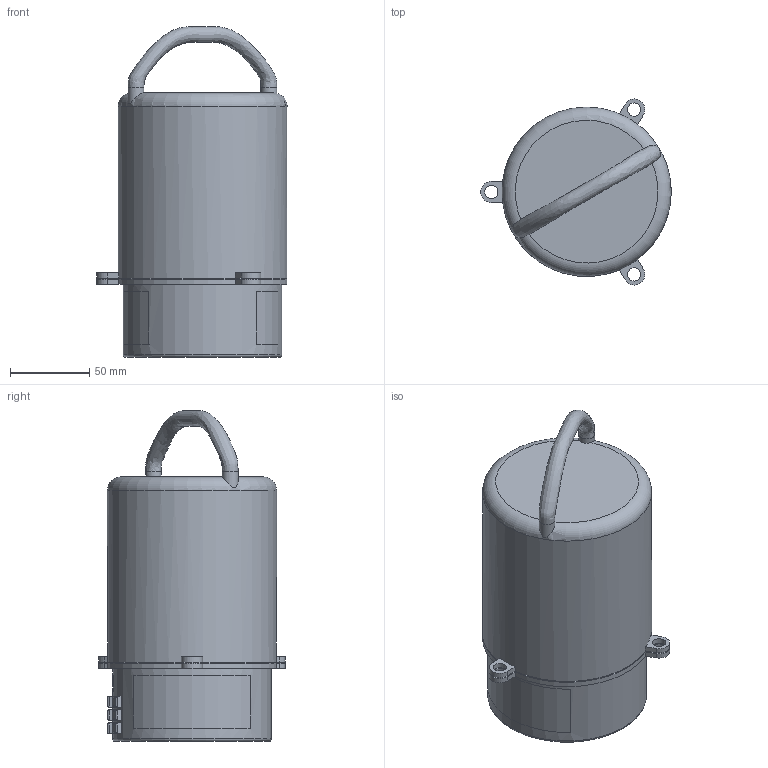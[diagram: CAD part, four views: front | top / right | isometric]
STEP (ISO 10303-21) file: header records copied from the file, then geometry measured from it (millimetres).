
FILE_DESCRIPTION(/* description */ (''),/* implementation_level */ '2;1');
FILE_NAME(/* name */ 'UV Lamps v10.step',/* time_stamp */ '2020-06-25T19:34:55+01:00',/* author */ (''),/* organization */ (''),/* preprocessor_version */ 'ST-DEVELOPER v18.1',/* originating_system */ 'Autodesk Translation Framework v9.2.0.1227',/* authorisation */ '');
FILE_SCHEMA (('AUTOMOTIVE_DESIGN { 1 0 10303 214 3 1 1 }'));
Length unit declared in the file: millimetre
Products named in the file (6): UV Lamps; Base; Component8; Glass; Tubes; Case
Assembly tree (5 placements, depth 3):
  UV Lamps
    Base
      Component8
    Glass
    Tubes
    Case
Bounding box: 120 x 117.26 x 208.53 mm (x, y, z)
Volume: 662402.7 mm3; surface area: 263349.4 mm2
Topology: 18 solids, 19 shells, 188 faces, 457 edges, 306 vertices
Faces by surface type: plane 93, cylinder 68, torus 24, bspline 3
Full cylindrical faces by diameter (mm): 8.333 x6, 10 x2, 35 x3, 88.667 x1, 90 x1, 93.333 x1, 96.667 x1, 100 x1, 106.667 x1
Entity records: 7451 total; most frequent: CARTESIAN_POINT 2774, DIRECTION 944, ORIENTED_EDGE 914, EDGE_CURVE 457, AXIS2_PLACEMENT_3D 370, VERTEX_POINT 306, EDGE_LOOP 205, LINE 204
